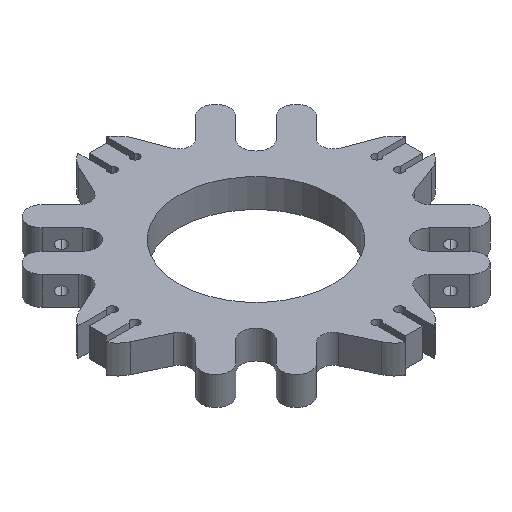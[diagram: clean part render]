
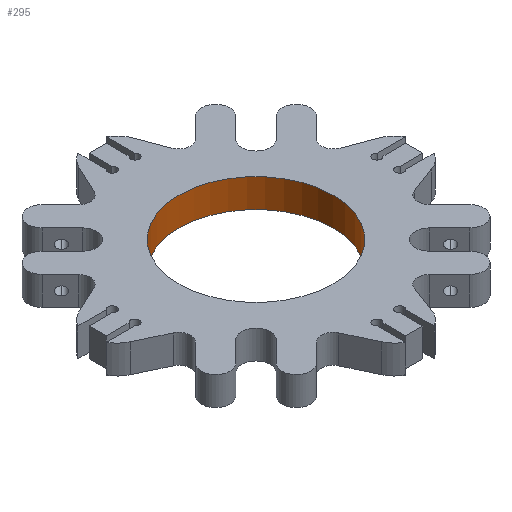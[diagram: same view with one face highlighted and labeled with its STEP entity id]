
A CAD part, isometric view. The second image highlights one B-rep face of the part: STEP entity #295.
In plain terms, the highlighted cylindrical face has radius 27 mm (diameter 54 mm), a full revolution.
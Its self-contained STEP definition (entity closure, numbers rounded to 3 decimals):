
#295 = ADVANCED_FACE( '', ( #613, #614 ), #615, .F. );
#613 = FACE_OUTER_BOUND( '', #936, .T. );
#614 = FACE_OUTER_BOUND( '', #937, .T. );
#615 = CYLINDRICAL_SURFACE( '', #938, 27. );
#936 = EDGE_LOOP( '', ( #1775 ) );
#937 = EDGE_LOOP( '', ( #1776 ) );
#938 = AXIS2_PLACEMENT_3D( '', #1777, #1778, #1779 );
#1775 = ORIENTED_EDGE( '', *, *, #2125, .T. );
#1776 = ORIENTED_EDGE( '', *, *, #2323, .F. );
#1777 = CARTESIAN_POINT( '', ( 0., 0., 5. ) );
#1778 = DIRECTION( '', ( 0., 0., 1. ) );
#1779 = DIRECTION( '', ( 1., 0., 0. ) );
#2125 = EDGE_CURVE( '', #2647, #2647, #2648, .T. );
#2323 = EDGE_CURVE( '', #2905, #2905, #2906, .T. );
#2647 = VERTEX_POINT( '', #3321 );
#2648 = CIRCLE( '', #3322, 27. );
#2905 = VERTEX_POINT( '', #3670 );
#2906 = CIRCLE( '', #3671, 27. );
#3321 = CARTESIAN_POINT( '', ( 27., 0., 10. ) );
#3322 = AXIS2_PLACEMENT_3D( '', #3963, #3964, #3965 );
#3670 = CARTESIAN_POINT( '', ( 27., 0., 0. ) );
#3671 = AXIS2_PLACEMENT_3D( '', #4177, #4178, #4179 );
#3963 = CARTESIAN_POINT( '', ( 0., 0., 10. ) );
#3964 = DIRECTION( '', ( 0., 0., 1. ) );
#3965 = DIRECTION( '', ( 1., 0., 0. ) );
#4177 = CARTESIAN_POINT( '', ( 0., 0., 0. ) );
#4178 = DIRECTION( '', ( 0., 0., 1. ) );
#4179 = DIRECTION( '', ( 1., 0., 0. ) );
